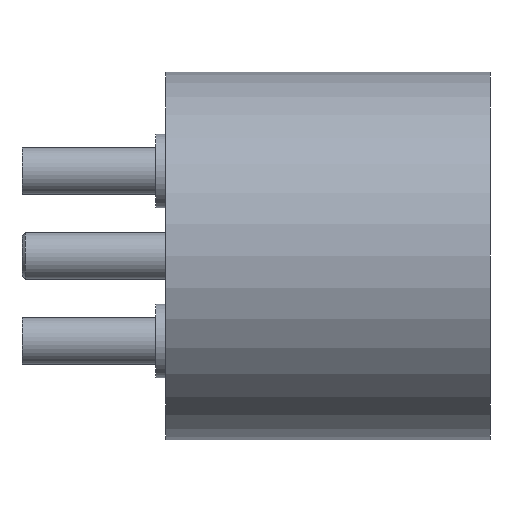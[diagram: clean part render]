
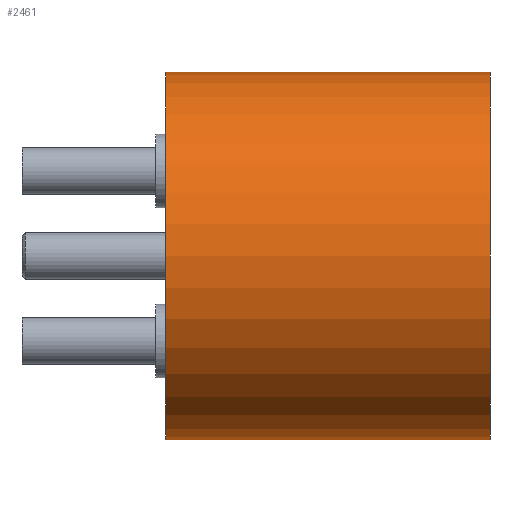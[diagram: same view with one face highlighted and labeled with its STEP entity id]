
A CAD part, front view. The second image highlights one B-rep face of the part: STEP entity #2461.
In plain terms, the highlighted cylindrical face has radius 2.75 mm (diameter 5.5 mm), a partial arc.
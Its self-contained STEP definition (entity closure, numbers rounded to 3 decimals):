
#107 = CARTESIAN_POINT ( 'NONE',  ( 0., 0., -4.85 ) ) ;
#123 = DIRECTION ( 'NONE',  ( 1., 0., 0. ) ) ;
#173 = EDGE_CURVE ( 'NONE', #956, #1553, #3215, .T. ) ;
#200 = CARTESIAN_POINT ( 'NONE',  ( -2.75, 0., 0. ) ) ;
#212 = DIRECTION ( 'NONE',  ( 0., 0., 1. ) ) ;
#215 = FACE_OUTER_BOUND ( 'NONE', #3231, .T. ) ;
#234 = AXIS2_PLACEMENT_3D ( 'NONE', #2378, #2445, #1951 ) ;
#282 = AXIS2_PLACEMENT_3D ( 'NONE', #107, #2815, #1835 ) ;
#436 = VERTEX_POINT ( 'NONE', #2712 ) ;
#475 = EDGE_CURVE ( 'NONE', #436, #537, #2892, .T. ) ;
#537 = VERTEX_POINT ( 'NONE', #820 ) ;
#622 = CARTESIAN_POINT ( 'NONE',  ( 0., 0., 0. ) ) ;
#658 = ORIENTED_EDGE ( 'NONE', *, *, #1099, .T. ) ;
#730 = LINE ( 'NONE', #200, #1876 ) ;
#820 = CARTESIAN_POINT ( 'NONE',  ( 2.75, 0., -4.85 ) ) ;
#956 = VERTEX_POINT ( 'NONE', #1649 ) ;
#975 = EDGE_CURVE ( 'NONE', #436, #956, #730, .T. ) ;
#1031 = AXIS2_PLACEMENT_3D ( 'NONE', #622, #1889, #123 ) ;
#1041 = ORIENTED_EDGE ( 'NONE', *, *, #173, .F. ) ;
#1099 = EDGE_CURVE ( 'NONE', #537, #1553, #2808, .T. ) ;
#1553 = VERTEX_POINT ( 'NONE', #2943 ) ;
#1649 = CARTESIAN_POINT ( 'NONE',  ( -2.75, 0., 0. ) ) ;
#1712 = ORIENTED_EDGE ( 'NONE', *, *, #975, .F. ) ;
#1835 = DIRECTION ( 'NONE',  ( 1., 0., 0. ) ) ;
#1876 = VECTOR ( 'NONE', #212, 1000. ) ;
#1889 = DIRECTION ( 'NONE',  ( 0., 0., 1. ) ) ;
#1951 = DIRECTION ( 'NONE',  ( 1., 0., 0. ) ) ;
#2378 = CARTESIAN_POINT ( 'NONE',  ( 0., 0., 0. ) ) ;
#2445 = DIRECTION ( 'NONE',  ( 0., 0., 1. ) ) ;
#2461 = ADVANCED_FACE ( 'NONE', ( #215 ), #2572, .T. ) ;
#2469 = VECTOR ( 'NONE', #2997, 1000. ) ;
#2572 = CYLINDRICAL_SURFACE ( 'NONE', #234, 2.75 ) ;
#2712 = CARTESIAN_POINT ( 'NONE',  ( -2.75, 0., -4.85 ) ) ;
#2808 = LINE ( 'NONE', #2964, #2469 ) ;
#2815 = DIRECTION ( 'NONE',  ( 0., 0., 1. ) ) ;
#2892 = CIRCLE ( 'NONE', #282, 2.75 ) ;
#2922 = ORIENTED_EDGE ( 'NONE', *, *, #475, .T. ) ;
#2943 = CARTESIAN_POINT ( 'NONE',  ( 2.75, 0., 0. ) ) ;
#2964 = CARTESIAN_POINT ( 'NONE',  ( 2.75, 0., 0. ) ) ;
#2997 = DIRECTION ( 'NONE',  ( 0., 0., 1. ) ) ;
#3215 = CIRCLE ( 'NONE', #1031, 2.75 ) ;
#3231 = EDGE_LOOP ( 'NONE', ( #1712, #2922, #658, #1041 ) ) ;
